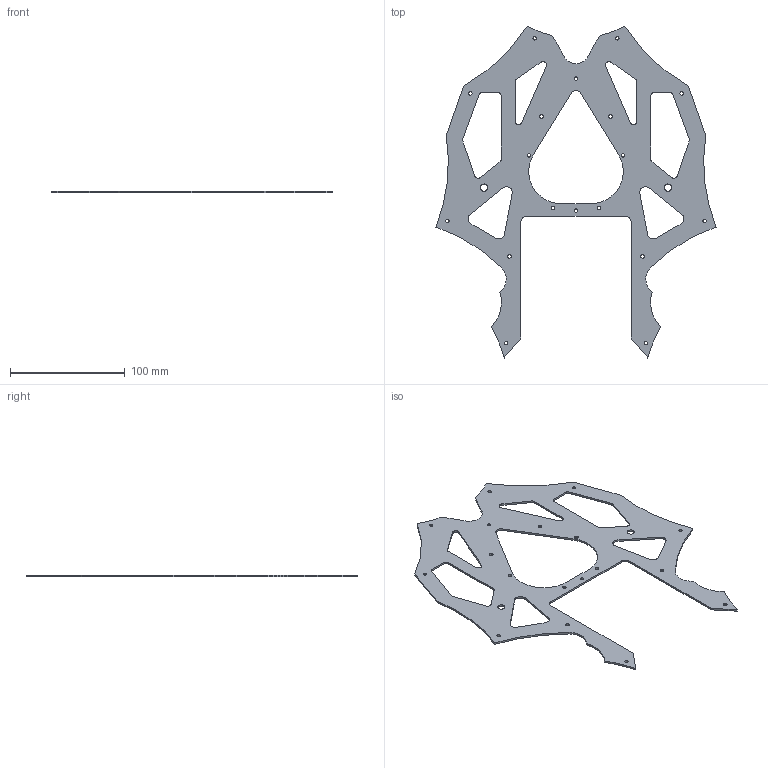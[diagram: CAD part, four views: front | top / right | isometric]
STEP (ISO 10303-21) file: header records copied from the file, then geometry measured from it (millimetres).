
FILE_DESCRIPTION(/* description */ (''),/* implementation_level */ '2;1');
FILE_NAME(/* name */ 'Top Plate.stp',/* time_stamp */ '2014-06-10T21:08:39-04:00',/* author */ (''),/* organization */ (''),/* preprocessor_version */ 'ST-DEVELOPER v11',/* originating_system */ 'SIEMENS PLM Software NX 7.5',/* authorisation */ '');
FILE_SCHEMA (('CONFIG_CONTROL_DESIGN'));
Length unit declared in the file: millimetre
Products named in the file (1): Gear4396z9wj
Bounding box: 244.1 x 289.16 x 1.6 mm (x, y, z)
Volume: 39465.4 mm3; surface area: 53417 mm2
Topology: 1 solids, 1 shells, 98 faces, 288 edges, 192 vertices
Faces by surface type: cylinder 64, plane 34
Full cylindrical faces by diameter (mm): 3 x18, 6.35 x2
Entity records: 3414 total; most frequent: DIRECTION 594, CARTESIAN_POINT 559, ORIENTED_EDGE 536, EDGE_CURVE 268, AXIS2_PLACEMENT_3D 227, VERTEX_POINT 192, EDGE_LOOP 172, LINE 140
